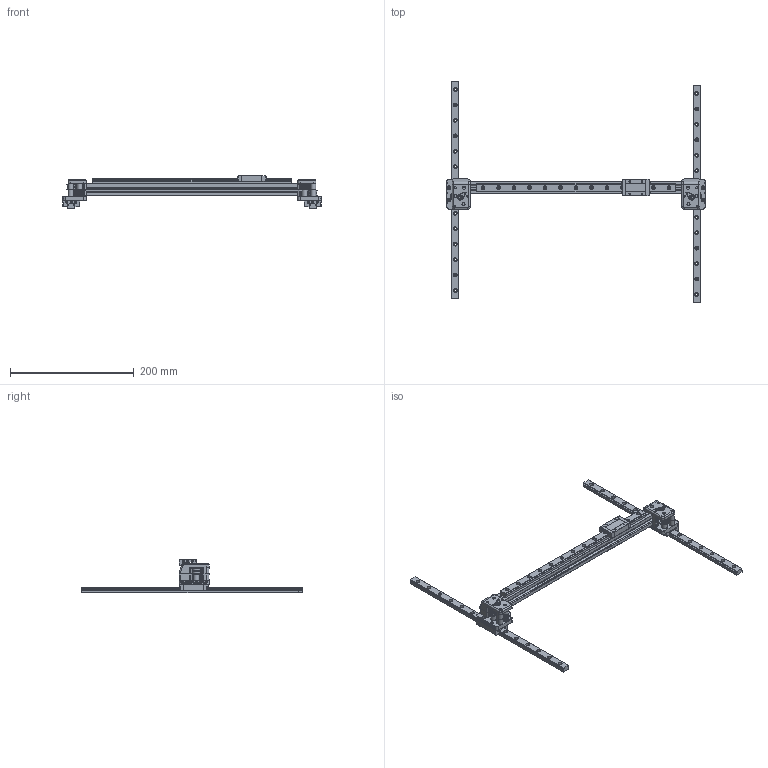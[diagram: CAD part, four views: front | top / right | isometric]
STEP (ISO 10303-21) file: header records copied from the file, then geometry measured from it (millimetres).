
FILE_DESCRIPTION(/* description */ ('STEP AP242','CAx-IF Rec.Pracs.---Representation and Presentation of Product Manufacturing Information (PMI)---4.0---2014-10-13','CAx-IF Rec.Pracs.---3D Tessellated Geometry---0.4---2014-09-14','2;1'),/* implementation_level */ '2;1');
FILE_NAME(/* name */ '68059ceaf96b6a6649bd1021',/* time_stamp */ '2025-04-21T01:18:35Z',/* author */ (''),/* organization */ (''),/* preprocessor_version */ 'ST-DEVELOPER v20',/* originating_system */ 'ONSHAPE BY PTC INC, 1.196',/* authorisation */ ' ');
FILE_SCHEMA (('AP242_MANAGED_MODEL_BASED_3D_ENGINEERING_MIM_LF { 1 0 10303 442 1 1 4 }'));
Length unit declared in the file: metre
Products named in the file (22): X axis; Part 5; F695 Bearing (1); Part 2 (2); Right X joint top; 2020 extrusion 370mm; Pin 5 x 30; 350mm linear rail <2>; MGN12H Carriage; MGN12 350mm Rail; Left X joint bottom; Right X joint bottom; SHIM (1); Left X joint top; Part 3 (1); 320mm linear rail <1>; MGN12 320mm Rail; Single Flange Stack <1>; 350mm linear rail <1>; Part 4; toothed idler <1>; Part 1 (5)
Assembly tree (40 placements, depth 3):
  X axis
    Part 5
    F695 Bearing (1)  x2
    Part 2 (2)
    Right X joint top
    2020 extrusion 370mm
    Pin 5 x 30  x4
    350mm linear rail <2>
      MGN12H Carriage
      MGN12 350mm Rail
    Left X joint bottom
    Right X joint bottom
    SHIM (1)  x3
    Left X joint top
    Part 3 (1)
    320mm linear rail <1>
      MGN12H Carriage
      MGN12 320mm Rail
    Single Flange Stack <1>
      SHIM (1)  x3
      F695 Bearing (1)  x2
    350mm linear rail <1>
      MGN12 350mm Rail
      MGN12H Carriage
    Part 4
    toothed idler <1>
      Part 4
      Part 2 (2)
      Part 1 (5)
      Part 3 (1)
      Part 5
    Part 1 (5)
Bounding box: 417 x 356.44 x 53.89 mm (x, y, z)
Volume: 239523.6 mm3; surface area: 162182.5 mm2
Topology: 35 solids, 41 shells, 2240 faces, 6025 edges, 4010 vertices
Faces by surface type: plane 1129, cylinder 753, sphere 154, cone 106, bspline 52, torus 46
Full cylindrical faces by diameter (mm): 2.3 x6, 2.5 x18, 3.15 x20, 3.5 x53, 4.2 x1, 4.7 x6, 5 x22, 5.2 x14, 5.8 x4, 5.9 x4, 6 x57, 6.25 x4, 7 x4, 7.7 x4, 8.2 x4, 9 x16, 10 x14, 11.5 x4, 11.75 x4, 12 x8, 13 x4, 15 x4, 18 x4
Entity records: 46488 total; most frequent: CARTESIAN_POINT 8584, DIRECTION 7826, ORIENTED_EDGE 7202, EDGE_CURVE 3601, AXIS2_PLACEMENT_3D 2887, VERTEX_POINT 2539, FACE_BOUND 2058, EDGE_LOOP 2054
